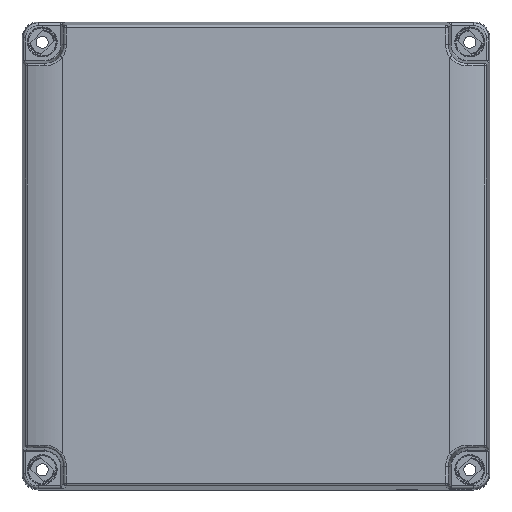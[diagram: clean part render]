
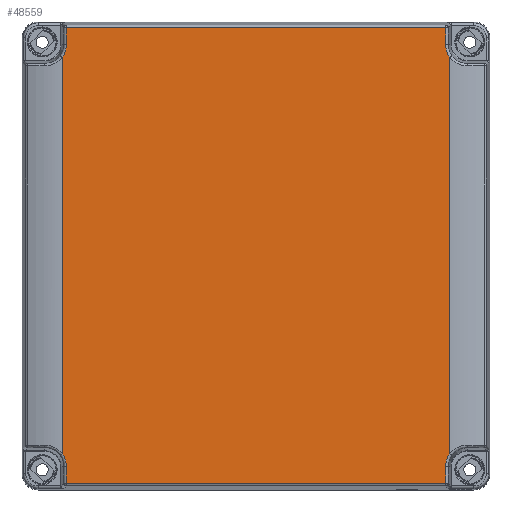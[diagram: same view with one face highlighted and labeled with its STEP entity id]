
A CAD part, top view. The second image highlights one B-rep face of the part: STEP entity #48559.
In plain terms, the highlighted planar face has unit normal (0, 0, 1).
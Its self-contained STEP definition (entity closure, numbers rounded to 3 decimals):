
#42418=DIRECTION('',(-1.,0.,0.));
#42419=VECTOR('',#42418,141.802);
#42420=CARTESIAN_POINT('',(70.901,-85.208,75.));
#42421=LINE('',#42420,#42419);
#42711=DIRECTION('',(1.,0.,0.));
#42712=VECTOR('',#42711,141.802);
#42713=CARTESIAN_POINT('',(-70.901,85.208,75.));
#42714=LINE('',#42713,#42712);
#42959=DIRECTION('',(0.,1.,0.));
#42960=VECTOR('',#42959,6.208);
#42961=CARTESIAN_POINT('',(-70.901,79.,75.));
#42962=LINE('',#42961,#42960);
#42968=DIRECTION('',(0.,1.,0.));
#42969=VECTOR('',#42968,148.337);
#42970=CARTESIAN_POINT('',(-72.5,-74.168,
75.));
#42971=LINE('',#42970,#42969);
#42972=DIRECTION('',(0.,1.,0.));
#42973=VECTOR('',#42972,6.208);
#42974=CARTESIAN_POINT('',(70.901,79.,75.));
#42975=LINE('',#42974,#42973);
#43170=DIRECTION('',(0.,1.,0.));
#43171=VECTOR('',#43170,6.208);
#43172=CARTESIAN_POINT('',(70.901,-85.208,75.));
#43173=LINE('',#43172,#43171);
#43183=CARTESIAN_POINT('',(79.,-79.,75.));
#43184=DIRECTION('',(0.,0.,-1.));
#43185=DIRECTION('',(-1.,0.,0.));
#43186=AXIS2_PLACEMENT_3D('',#43183,#43184,#43185);
#43221=DIRECTION('',(0.,1.,0.));
#43222=VECTOR('',#43221,148.337);
#43223=CARTESIAN_POINT('',(72.5,-74.168,
75.));
#43224=LINE('',#43223,#43222);
#43264=CARTESIAN_POINT('',(72.5,74.168,75.));
#43280=CARTESIAN_POINT('',(79.,79.,75.));
#43281=DIRECTION('',(0.,0.,-1.));
#43282=DIRECTION('',(-0.803,-0.597,0.));
#43283=AXIS2_PLACEMENT_3D('',#43280,#43281,#43282);
#43322=DIRECTION('',(0.,-1.,0.));
#43323=VECTOR('',#43322,6.208);
#43324=CARTESIAN_POINT('',(-70.901,-79.,75.));
#43325=LINE('',#43324,#43323);
#43458=CARTESIAN_POINT('',(-79.,-79.,75.));
#43459=DIRECTION('',(0.,0.,-1.));
#43460=DIRECTION('',(0.803,0.597,0.));
#43461=AXIS2_PLACEMENT_3D('',#43458,#43459,#43460);
#43482=CARTESIAN_POINT('',(-79.,79.,75.));
#43483=DIRECTION('',(0.,0.,1.));
#43484=DIRECTION('',(0.803,-0.597,0.));
#43485=AXIS2_PLACEMENT_3D('',#43482,#43483,#43484);
#44299=CARTESIAN_POINT('',(-70.901,79.,75.));
#44300=CARTESIAN_POINT('',(-70.901,85.208,75.));
#44301=VERTEX_POINT('',#44299);
#44302=VERTEX_POINT('',#44300);
#44305=CARTESIAN_POINT('',(-72.5,74.168,75.));
#44306=VERTEX_POINT('',#44305);
#44311=CARTESIAN_POINT('',(70.901,85.208,75.));
#44312=VERTEX_POINT('',#44311);
#44373=CARTESIAN_POINT('',(70.901,-85.208,75.));
#44374=CARTESIAN_POINT('',(-70.901,-85.208,75.));
#44375=VERTEX_POINT('',#44373);
#44376=VERTEX_POINT('',#44374);
#44397=CARTESIAN_POINT('',(-70.901,-79.,75.));
#44398=VERTEX_POINT('',#44397);
#44401=CARTESIAN_POINT('',(-72.5,-74.168,75.));
#44402=VERTEX_POINT('',#44401);
#44407=CARTESIAN_POINT('',(70.901,-79.,75.));
#44408=VERTEX_POINT('',#44407);
#44411=CARTESIAN_POINT('',(72.5,-74.168,75.));
#44412=VERTEX_POINT('',#44411);
#44419=VERTEX_POINT('',#43264);
#44421=CARTESIAN_POINT('',(70.901,79.,75.));
#44422=VERTEX_POINT('',#44421);
#48532=CARTESIAN_POINT('',(-72.5,-87.5,75.));
#48533=DIRECTION('',(0.,0.,1.));
#48534=DIRECTION('',(1.,0.,0.));
#48535=AXIS2_PLACEMENT_3D('',#48532,#48533,#48534);
#48536=PLANE('',#48535);
#48537=ORIENTED_EDGE('',*,*,#48525,.T.);
#48538=ORIENTED_EDGE('',*,*,#48110,.T.);
#48540=ORIENTED_EDGE('',*,*,#48539,.F.);
#48542=ORIENTED_EDGE('',*,*,#48541,.F.);
#48544=ORIENTED_EDGE('',*,*,#48543,.F.);
#48546=ORIENTED_EDGE('',*,*,#48545,.F.);
#48548=ORIENTED_EDGE('',*,*,#48547,.F.);
#48549=ORIENTED_EDGE('',*,*,#47606,.T.);
#48551=ORIENTED_EDGE('',*,*,#48550,.F.);
#48553=ORIENTED_EDGE('',*,*,#48552,.F.);
#48554=ORIENTED_EDGE('',*,*,#47813,.T.);
#48556=ORIENTED_EDGE('',*,*,#48555,.T.);
#48557=EDGE_LOOP('',(#48537,#48538,#48540,#48542,#48544,#48546,#48548,#48549,
#48551,#48553,#48554,#48556));
#48558=FACE_OUTER_BOUND('',#48557,.F.);
#48559=ADVANCED_FACE('',(#48558),#48536,.T.);
#43187=CIRCLE('',#43186,8.099);
#43284=CIRCLE('',#43283,8.099);
#43462=CIRCLE('',#43461,8.099);
#43486=CIRCLE('',#43485,8.099);
#47606=EDGE_CURVE('',#44375,#44376,#42421,.T.);
#47813=EDGE_CURVE('',#44402,#44306,#42971,.T.);
#48110=EDGE_CURVE('',#44302,#44312,#42714,.T.);
#48525=EDGE_CURVE('',#44301,#44302,#42962,.T.);
#48539=EDGE_CURVE('',#44422,#44312,#42975,.T.);
#48541=EDGE_CURVE('',#44419,#44422,#43284,.T.);
#48543=EDGE_CURVE('',#44412,#44419,#43224,.T.);
#48545=EDGE_CURVE('',#44408,#44412,#43187,.T.);
#48547=EDGE_CURVE('',#44375,#44408,#43173,.T.);
#48550=EDGE_CURVE('',#44398,#44376,#43325,.T.);
#48552=EDGE_CURVE('',#44402,#44398,#43462,.T.);
#48555=EDGE_CURVE('',#44306,#44301,#43486,.T.);
